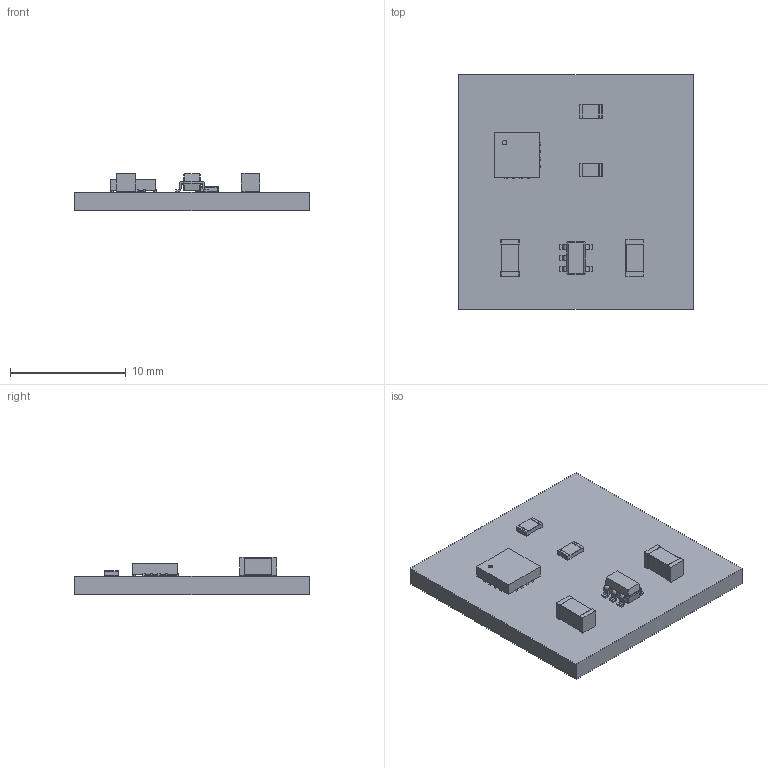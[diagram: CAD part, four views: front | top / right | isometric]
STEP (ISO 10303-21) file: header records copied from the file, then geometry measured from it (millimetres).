
FILE_DESCRIPTION(('KiCad electronic assembly'),'2;1');
FILE_NAME('test.step','2021-04-25T16:53:26',('An Author'),('A Company'), 'Open CASCADE STEP processor 7.3','KiCad to STEP converter','Unknown' );
FILE_SCHEMA(('AUTOMOTIVE_DESIGN { 1 0 10303 214 1 1 1 1 }'));
Length unit declared in the file: millimetre
Products named in the file (10): Open CASCADE STEP translator 7.3 1; R_0805_2012Metric; SOLID; QFN-16-1EP_4x4mm_P0.65mm_EP2.1x2.1mm; SOT-23-5; C_1206_3216Metric
Assembly tree (11 placements, depth 3):
  Open CASCADE STEP translator 7.3 1
    R_0805_2012Metric  x2
      SOLID
    QFN-16-1EP_4x4mm_P0.65mm_EP2.1x2.1mm
      SOLID
    SOT-23-5
      SOLID
    C_1206_3216Metric  x2
      SOLID
    SOLID
Bounding box: 20.32 x 20.32 x 3.25 mm (x, y, z)
Volume: 700.1 mm3; surface area: 1098.2 mm2
Topology: 7 solids, 7 shells, 333 faces, 887 edges, 574 vertices
Faces by surface type: plane 243, cylinder 61, bspline 29
Full cylindrical faces by diameter (mm): 0.4 x1
Entity records: 20408 total; most frequent: CARTESIAN_POINT 3434, DIRECTION 2719, LINE 1990, VECTOR 1990, ORIENTED_EDGE 1494, PCURVE 1494, DEFINITIONAL_REPRESENTATION 1494, EDGE_CURVE 747
